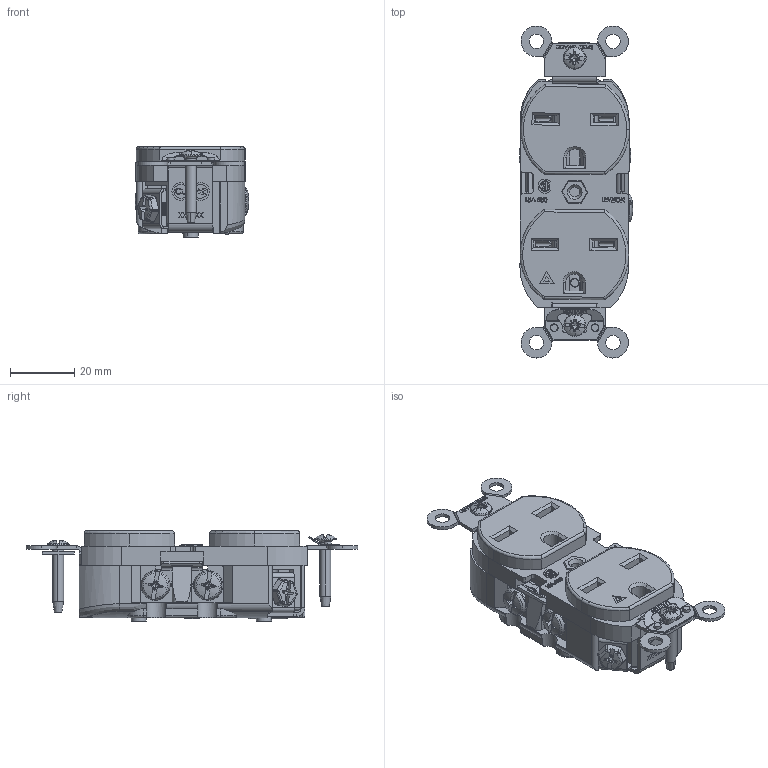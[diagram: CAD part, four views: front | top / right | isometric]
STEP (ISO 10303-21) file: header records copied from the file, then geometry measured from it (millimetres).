
FILE_DESCRIPTION (( 'STEP AP214' ), '1' );
FILE_NAME ('ORC6335-M01.STEP', '2025-05-01T14:32:59', ( '' ), ( '' ), 'SwSTEP 2.0', 'SolidWorks 2024', '' );
FILE_SCHEMA (( 'AUTOMOTIVE_DESIGN' ));
Length unit declared in the file: inch
Products named in the file (1): ORC6335-M01
Bounding box: 35.29 x 103.17 x 28.09 mm (x, y, z)
Surface area: 35752.1 mm2 (no closed solid volume)
Topology: 0 solids, 25 shells, 4877 faces, 12817 edges, 8191 vertices
Faces by surface type: plane 3199, cylinder 657, cone 480, bspline 467, torus 54, sphere 20
Entity records: 178901 total; most frequent: CARTESIAN_POINT 61917, ORIENTED_EDGE 25592, DIRECTION 21995, EDGE_CURVE 12804, LINE 8847, VECTOR 8847, VERTEX_POINT 8191, AXIS2_PLACEMENT_3D 6574
